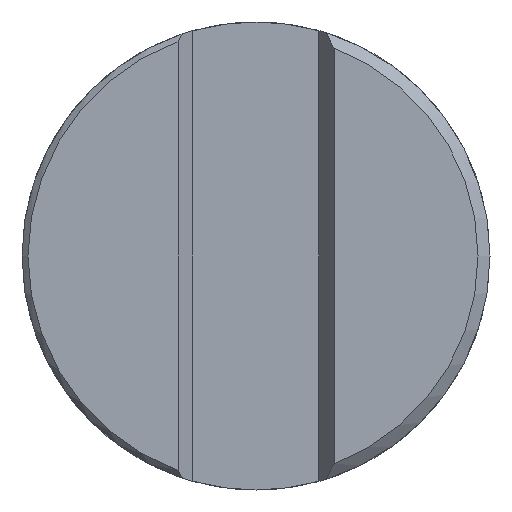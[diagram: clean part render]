
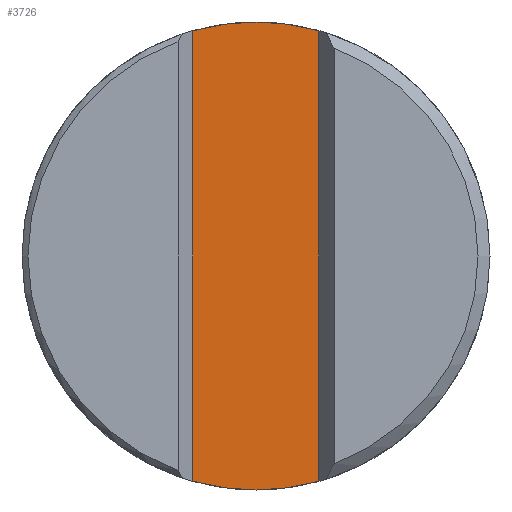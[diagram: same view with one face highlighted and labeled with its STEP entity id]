
A CAD part, front view. The second image highlights one B-rep face of the part: STEP entity #3726.
In plain terms, the highlighted planar face has unit normal (0, -1, 0).
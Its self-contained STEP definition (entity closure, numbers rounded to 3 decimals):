
#36=CARTESIAN_POINT('',(0.,0.375,0.));
#37=DIRECTION('',(0.,1.,0.));
#38=DIRECTION('',(-0.269,0.,0.963));
#39=AXIS2_PLACEMENT_3D('',#36,#37,#38);
#55=DIRECTION('',(0.,0.,1.));
#56=VECTOR('',#55,7.512);
#57=CARTESIAN_POINT('',(1.05,0.375,-3.756));
#58=LINE('',#57,#56);
#78=CARTESIAN_POINT('',(0.,0.375,0.));
#79=DIRECTION('',(0.,1.,0.));
#80=DIRECTION('',(0.269,0.,-0.963));
#81=AXIS2_PLACEMENT_3D('',#78,#79,#80);
#3532=DIRECTION('',(0.,0.,1.));
#3533=VECTOR('',#3532,7.512);
#3534=CARTESIAN_POINT('',(-1.05,0.375,-3.756));
#3535=LINE('',#3534,#3533);
#3551=CARTESIAN_POINT('',(1.05,0.375,-3.756));
#3552=CARTESIAN_POINT('',(1.05,0.375,3.756));
#3553=VERTEX_POINT('',#3551);
#3554=VERTEX_POINT('',#3552);
#3555=CARTESIAN_POINT('',(-1.05,0.375,-3.756));
#3556=CARTESIAN_POINT('',(-1.05,0.375,3.756));
#3557=VERTEX_POINT('',#3555);
#3558=VERTEX_POINT('',#3556);
#3713=CARTESIAN_POINT('',(1.05,0.375,-4.682));
#3714=DIRECTION('',(0.,1.,0.));
#3715=DIRECTION('',(-1.,0.,0.));
#3716=AXIS2_PLACEMENT_3D('',#3713,#3714,#3715);
#3717=PLANE('',#3716);
#3718=ORIENTED_EDGE('',*,*,#3667,.F.);
#3720=ORIENTED_EDGE('',*,*,#3719,.T.);
#3722=ORIENTED_EDGE('',*,*,#3721,.T.);
#3723=ORIENTED_EDGE('',*,*,#3698,.T.);
#3724=EDGE_LOOP('',(#3718,#3720,#3722,#3723));
#3725=FACE_OUTER_BOUND('',#3724,.F.);
#40=CIRCLE('',#39,3.9);
#82=CIRCLE('',#81,3.9);
#3667=EDGE_CURVE('',#3553,#3554,#58,.T.);
#3698=EDGE_CURVE('',#3558,#3554,#40,.T.);
#3719=EDGE_CURVE('',#3553,#3557,#82,.T.);
#3721=EDGE_CURVE('',#3557,#3558,#3535,.T.);
#3726=ADVANCED_FACE('',(#3725),#3717,.F.);
